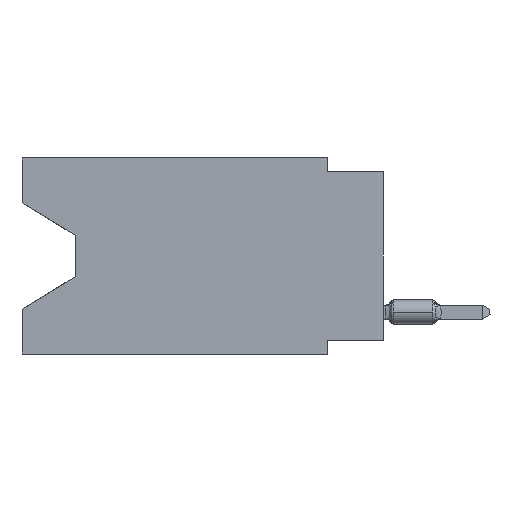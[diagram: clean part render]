
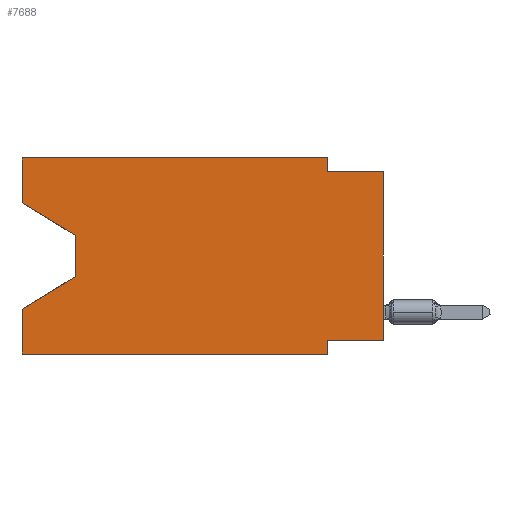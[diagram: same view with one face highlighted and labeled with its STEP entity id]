
A CAD part, left-side view. The second image highlights one B-rep face of the part: STEP entity #7688.
In plain terms, the highlighted planar face has unit normal (-1, 0, 0).
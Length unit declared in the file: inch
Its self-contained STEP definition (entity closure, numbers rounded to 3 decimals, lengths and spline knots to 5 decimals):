
#98 = VECTOR ( 'NONE', #49440, 39.37008 ) ;
#823 = VERTEX_POINT ( 'NONE', #47895 ) ;
#1120 = EDGE_CURVE ( 'NONE', #49923, #29936, #27890, .T. ) ;
#1373 = VERTEX_POINT ( 'NONE', #49343 ) ;
#1915 = EDGE_CURVE ( 'NONE', #1373, #2840, #8050, .T. ) ;
#2542 = DIRECTION ( 'NONE',  ( 0., 0., -1. ) ) ;
#2840 = VERTEX_POINT ( 'NONE', #8909 ) ;
#2879 = DIRECTION ( 'NONE',  ( 1., 0., 0. ) ) ;
#3362 = DIRECTION ( 'NONE',  ( 0., -1., 0. ) ) ;
#3406 = DIRECTION ( 'NONE',  ( 0., 0., -1. ) ) ;
#3766 = VERTEX_POINT ( 'NONE', #6881 ) ;
#4437 = VERTEX_POINT ( 'NONE', #32661 ) ;
#4660 = VECTOR ( 'NONE', #29476, 39.37008 ) ;
#5648 = LINE ( 'NONE', #36892, #4660 ) ;
#6633 = EDGE_CURVE ( 'NONE', #31981, #15331, #46642, .T. ) ;
#6881 = CARTESIAN_POINT ( 'NONE',  ( 0., 0.55, -0.138 ) ) ;
#7206 = CARTESIAN_POINT ( 'NONE',  ( 0., 0.1, 0. ) ) ;
#7688 = ADVANCED_FACE ( 'NONE', ( #30017 ), #30293, .F. ) ;
#8050 = LINE ( 'NONE', #23684, #37627 ) ;
#8668 = CARTESIAN_POINT ( 'NONE',  ( 0., 0.55, -0.212 ) ) ;
#8909 = CARTESIAN_POINT ( 'NONE',  ( 0., 0.645, -0.26975 ) ) ;
#9300 = LINE ( 'NONE', #24431, #31729 ) ;
#9461 = ORIENTED_EDGE ( 'NONE', *, *, #48219, .T. ) ;
#9734 = CARTESIAN_POINT ( 'NONE',  ( 0., 0., -0.025 ) ) ;
#10272 = CARTESIAN_POINT ( 'NONE',  ( 0., 0., -0.325 ) ) ;
#10510 = DIRECTION ( 'NONE',  ( 0., 0., 1. ) ) ;
#10964 = ORIENTED_EDGE ( 'NONE', *, *, #6633, .F. ) ;
#11493 = EDGE_LOOP ( 'NONE', ( #9461, #31965, #36507, #49506, #46150, #24072, #15357, #26174, #31318, #32308, #45941, #10964 ) ) ;
#11515 = EDGE_CURVE ( 'NONE', #28560, #2840, #9300, .T. ) ;
#12245 = EDGE_CURVE ( 'NONE', #15331, #39570, #5648, .T. ) ;
#12713 = VECTOR ( 'NONE', #14016, 39.37008 ) ;
#13121 = CARTESIAN_POINT ( 'NONE',  ( 0., 0.1, -0.325 ) ) ;
#14016 = DIRECTION ( 'NONE',  ( 0., 0., -1. ) ) ;
#14366 = LINE ( 'NONE', #26399, #26773 ) ;
#14513 = CARTESIAN_POINT ( 'NONE',  ( 0., 0.1, -0.35 ) ) ;
#15168 = CARTESIAN_POINT ( 'NONE',  ( 0., 0.645, 0. ) ) ;
#15331 = VERTEX_POINT ( 'NONE', #24250 ) ;
#15357 = ORIENTED_EDGE ( 'NONE', *, *, #1120, .F. ) ;
#15486 = EDGE_CURVE ( 'NONE', #29936, #823, #49566, .T. ) ;
#17017 = VECTOR ( 'NONE', #2542, 39.37008 ) ;
#17805 = EDGE_CURVE ( 'NONE', #49923, #40865, #45564, .T. ) ;
#17911 = LINE ( 'NONE', #26339, #17017 ) ;
#19237 = CARTESIAN_POINT ( 'NONE',  ( 0., 0.1, 0. ) ) ;
#21213 = VECTOR ( 'NONE', #36967, 39.37008 ) ;
#21361 = CARTESIAN_POINT ( 'NONE',  ( 0., 0.645, -0.08025 ) ) ;
#22713 = EDGE_CURVE ( 'NONE', #4437, #40865, #14366, .T. ) ;
#23684 = CARTESIAN_POINT ( 'NONE',  ( 0., 0.645, 0. ) ) ;
#24037 = CARTESIAN_POINT ( 'NONE',  ( 0., 0., -0.325 ) ) ;
#24072 = ORIENTED_EDGE ( 'NONE', *, *, #15486, .F. ) ;
#24250 = CARTESIAN_POINT ( 'NONE',  ( 0., 0.645, 0. ) ) ;
#24431 = CARTESIAN_POINT ( 'NONE',  ( 0., 0.55, -0.212 ) ) ;
#25703 = EDGE_CURVE ( 'NONE', #1373, #823, #30345, .T. ) ;
#26174 = ORIENTED_EDGE ( 'NONE', *, *, #17805, .T. ) ;
#26339 = CARTESIAN_POINT ( 'NONE',  ( 0., 0.55, -0.138 ) ) ;
#26399 = CARTESIAN_POINT ( 'NONE',  ( 0., 0., -0.025 ) ) ;
#26773 = VECTOR ( 'NONE', #3362, 39.37008 ) ;
#26880 = CARTESIAN_POINT ( 'NONE',  ( 0., 0., 0. ) ) ;
#27890 = LINE ( 'NONE', #24037, #47702 ) ;
#28415 = VECTOR ( 'NONE', #10510, 39.37008 ) ;
#28560 = VERTEX_POINT ( 'NONE', #8668 ) ;
#29476 = DIRECTION ( 'NONE',  ( 0., -1., 0. ) ) ;
#29936 = VERTEX_POINT ( 'NONE', #13121 ) ;
#30017 = FACE_OUTER_BOUND ( 'NONE', #11493, .T. ) ;
#30293 = PLANE ( 'NONE',  #34984 ) ;
#30345 = LINE ( 'NONE', #49015, #41738 ) ;
#30509 = LINE ( 'NONE', #7206, #98 ) ;
#31318 = ORIENTED_EDGE ( 'NONE', *, *, #22713, .F. ) ;
#31652 = EDGE_CURVE ( 'NONE', #3766, #28560, #17911, .T. ) ;
#31729 = VECTOR ( 'NONE', #39788, 39.37008 ) ;
#31965 = ORIENTED_EDGE ( 'NONE', *, *, #31652, .T. ) ;
#31981 = VERTEX_POINT ( 'NONE', #36355 ) ;
#32308 = ORIENTED_EDGE ( 'NONE', *, *, #49952, .F. ) ;
#32661 = CARTESIAN_POINT ( 'NONE',  ( 0., 0.1, -0.025 ) ) ;
#34928 = DIRECTION ( 'NONE',  ( 0., 0., 1. ) ) ;
#34984 = AXIS2_PLACEMENT_3D ( 'NONE', #15168, #2879, #3406 ) ;
#36355 = CARTESIAN_POINT ( 'NONE',  ( 0., 0.645, -0.08025 ) ) ;
#36507 = ORIENTED_EDGE ( 'NONE', *, *, #11515, .T. ) ;
#36892 = CARTESIAN_POINT ( 'NONE',  ( 0., 0.645, 0. ) ) ;
#36967 = DIRECTION ( 'NONE',  ( 0., -0.855, -0.519 ) ) ;
#37627 = VECTOR ( 'NONE', #34928, 39.37008 ) ;
#39570 = VERTEX_POINT ( 'NONE', #19237 ) ;
#39657 = DIRECTION ( 'NONE',  ( 0., 1., 0. ) ) ;
#39788 = DIRECTION ( 'NONE',  ( 0., 0.855, -0.519 ) ) ;
#40865 = VERTEX_POINT ( 'NONE', #9734 ) ;
#41320 = DIRECTION ( 'NONE',  ( 0., -1., 0. ) ) ;
#41572 = VECTOR ( 'NONE', #43038, 39.37008 ) ;
#41738 = VECTOR ( 'NONE', #41320, 39.37008 ) ;
#43038 = DIRECTION ( 'NONE',  ( 0., 0., 1. ) ) ;
#44631 = LINE ( 'NONE', #21361, #21213 ) ;
#45564 = LINE ( 'NONE', #26880, #28415 ) ;
#45941 = ORIENTED_EDGE ( 'NONE', *, *, #12245, .F. ) ;
#46150 = ORIENTED_EDGE ( 'NONE', *, *, #25703, .T. ) ;
#46642 = LINE ( 'NONE', #46875, #41572 ) ;
#46875 = CARTESIAN_POINT ( 'NONE',  ( 0., 0.645, 0. ) ) ;
#47702 = VECTOR ( 'NONE', #39657, 39.37008 ) ;
#47895 = CARTESIAN_POINT ( 'NONE',  ( 0., 0.1, -0.35 ) ) ;
#48219 = EDGE_CURVE ( 'NONE', #31981, #3766, #44631, .T. ) ;
#49015 = CARTESIAN_POINT ( 'NONE',  ( 0., 0.645, -0.35 ) ) ;
#49343 = CARTESIAN_POINT ( 'NONE',  ( 0., 0.645, -0.35 ) ) ;
#49440 = DIRECTION ( 'NONE',  ( 0., 0., -1. ) ) ;
#49506 = ORIENTED_EDGE ( 'NONE', *, *, #1915, .F. ) ;
#49566 = LINE ( 'NONE', #14513, #12713 ) ;
#49923 = VERTEX_POINT ( 'NONE', #10272 ) ;
#49952 = EDGE_CURVE ( 'NONE', #39570, #4437, #30509, .T. ) ;
